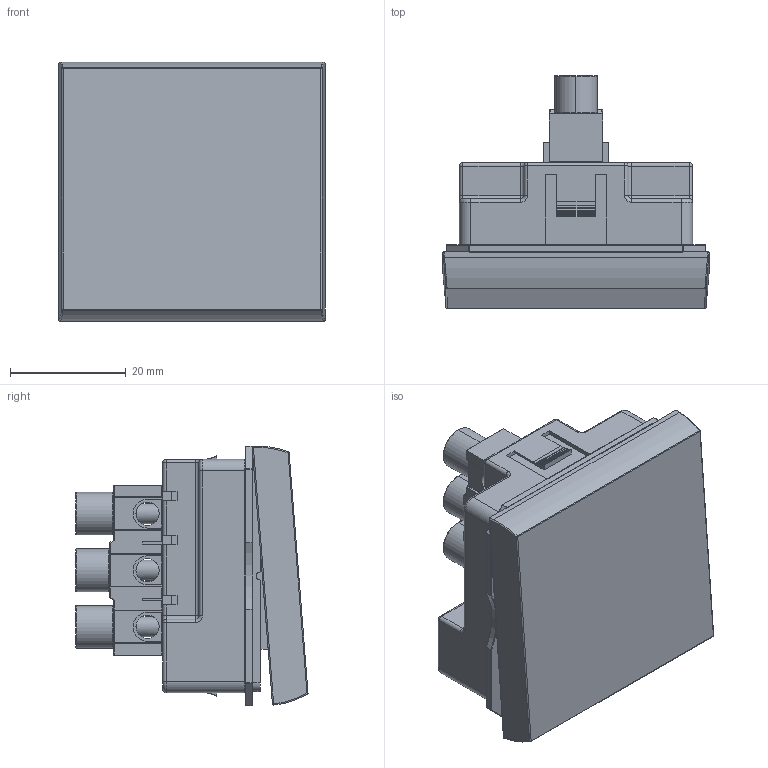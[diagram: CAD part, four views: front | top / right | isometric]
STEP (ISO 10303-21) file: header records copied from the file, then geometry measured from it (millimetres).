
FILE_DESCRIPTION (( 'STEP AP203' ), '1' );
FILE_NAME ('CKK-40D-PO2-K01 ÂÊ4-21-00-Ï Âûêëþ÷àòåëü ïðîõîäíîé (ïåðåêëþ÷àòåëü) îäíîêëàâèøíûé (íà 2 ìîäóëÿ) ÏÐÀÉÌÅÐ áåëûé IEK.STEP', '2016-07-08T12:17:40', ( '' ), ( '' ), 'SwSTEP 2.0', 'SolidWorks 2014', '' );
FILE_SCHEMA (( 'CONFIG_CONTROL_DESIGN' ));
Length unit declared in the file: millimetre
Products named in the file (1): CKK-40D-PO2-K01 ÂÊ4-21-00-Ï Âûêëþ÷àòåëü ïðîõîäíîé (ïåðåêëþ÷àòåëü) îäíîêëàâèøíûé (íà 2 ìîäóëÿ) ÏÐÀÉÌÅÐ áåëûé IEK
Bounding box: 46.07 x 40.19 x 45 mm (x, y, z)
Volume: 34701.9 mm3; surface area: 13639 mm2
Topology: 1 solids, 1 shells, 712 faces, 1821 edges, 1078 vertices
Faces by surface type: cylinder 300, plane 281, sphere 53, torus 46, bspline 20, cone 12
Entity records: 22297 total; most frequent: CARTESIAN_POINT 5400, ORIENTED_EDGE 3538, DIRECTION 3538, EDGE_CURVE 1769, AXIS2_PLACEMENT_3D 1246, VERTEX_POINT 1076, VECTOR 1046, LINE 1046
